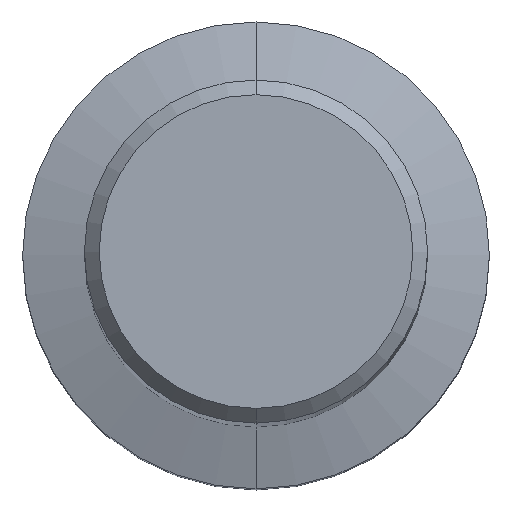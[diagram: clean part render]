
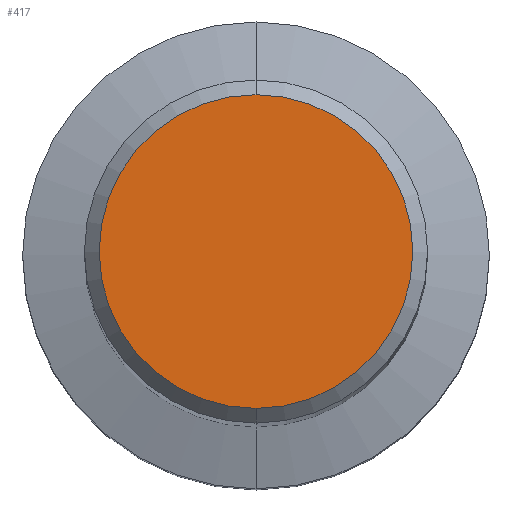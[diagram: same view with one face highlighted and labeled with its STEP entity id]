
A CAD part, top view. The second image highlights one B-rep face of the part: STEP entity #417.
In plain terms, the highlighted planar face has unit normal (0, 0, 1).
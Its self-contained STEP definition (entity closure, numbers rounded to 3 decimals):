
#259=VERTEX_POINT('',#619);
#353=VERTEX_POINT('',#723);
#395=EDGE_CURVE('',#259,#353,#768,.T.);
#407=EDGE_CURVE('',#353,#259,#781,.T.);
#417=ADVANCED_FACE('',(#793),#794,.T.);
#619=CARTESIAN_POINT('',(0.0,6.4,0.0));
#723=CARTESIAN_POINT('',(0.,-6.4,0.0));
#768=CIRCLE('',#1366,6.4);
#781=CIRCLE('',#1383,6.4);
#793=FACE_OUTER_BOUND('',#1397,.T.);
#794=PLANE('',#1398);
#1366=AXIS2_PLACEMENT_3D('',#1929,#1930,#1931);
#1383=AXIS2_PLACEMENT_3D('',#1944,#1945,#1946);
#1397=EDGE_LOOP('',(#1965,#1966));
#1398=AXIS2_PLACEMENT_3D('',#1967,#1968,#1969);
#1929=CARTESIAN_POINT('',(0.0,0.0,0.0));
#1930=DIRECTION('',(0.0,0.0,-1.0));
#1931=DIRECTION('',(0.0,1.0,0.0));
#1944=CARTESIAN_POINT('',(0.0,0.0,0.0));
#1945=DIRECTION('',(0.0,0.0,-1.0));
#1946=DIRECTION('',(0.0,1.0,0.0));
#1965=ORIENTED_EDGE('',*,*,#395,.F.);
#1966=ORIENTED_EDGE('',*,*,#407,.F.);
#1967=CARTESIAN_POINT('',(0.0,3.2,0.0));
#1968=DIRECTION('',(-0.0,0.0,1.0));
#1969=DIRECTION('',(0.0,-1.0,0.0));
